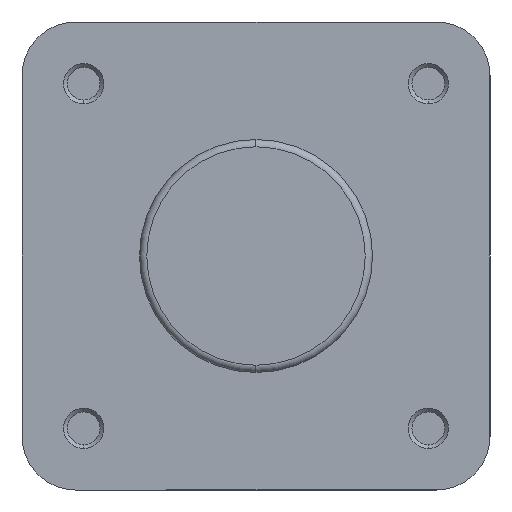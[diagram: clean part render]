
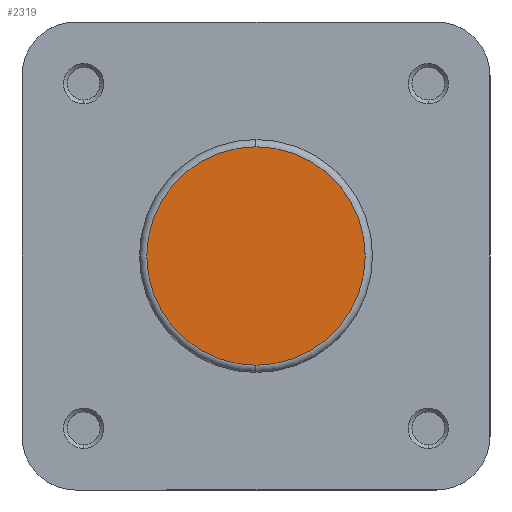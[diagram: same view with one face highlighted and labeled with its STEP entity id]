
A CAD part, left-side view. The second image highlights one B-rep face of the part: STEP entity #2319.
In plain terms, the highlighted planar face has unit normal (-1, 0, 0).
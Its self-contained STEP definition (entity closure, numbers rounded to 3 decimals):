
#108 = VERTEX_POINT ( 'NONE', #277 ) ;
#111 = VERTEX_POINT ( 'NONE', #280 ) ;
#277 = CARTESIAN_POINT ( 'NONE',  ( 0., 0., -22.4 ) ) ;
#280 = CARTESIAN_POINT ( 'NONE',  ( 0., 0., 22.4 ) ) ;
#1057 = CARTESIAN_POINT ( 'NONE',  ( 0., 23.9, 0. ) ) ;
#1058 = PLANE ( 'NONE',  #4909 ) ;
#1060 = DIRECTION ( 'NONE',  ( 1., 0., 0. ) ) ;
#1061 = DIRECTION ( 'NONE',  ( 0., 0., -1. ) ) ;
#1635 = FACE_OUTER_BOUND ( 'NONE', #4034, .T. ) ;
#1941 = CIRCLE ( 'NONE', #5054, 22.4 ) ;
#2030 = CIRCLE ( 'NONE', #5091, 22.4 ) ;
#2319 = ADVANCED_FACE ( 'NONE', ( #1635 ), #1058, .F. ) ;
#2696 = CARTESIAN_POINT ( 'NONE',  ( 0., 0., 0. ) ) ;
#2697 = DIRECTION ( 'NONE',  ( -1., 0., 0. ) ) ;
#2698 = DIRECTION ( 'NONE',  ( 0., 0., -1. ) ) ;
#2847 = CARTESIAN_POINT ( 'NONE',  ( 0., 0., 0. ) ) ;
#2854 = DIRECTION ( 'NONE',  ( -1., 0., 0. ) ) ;
#2855 = DIRECTION ( 'NONE',  ( 0., 0., -1. ) ) ;
#3734 = ORIENTED_EDGE ( 'NONE', *, *, #4650, .T. ) ;
#3735 = ORIENTED_EDGE ( 'NONE', *, *, #4588, .T. ) ;
#4034 = EDGE_LOOP ( 'NONE', ( #3734, #3735 ) ) ;
#4588 = EDGE_CURVE ( 'NONE', #111, #108, #1941, .T. ) ;
#4650 = EDGE_CURVE ( 'NONE', #108, #111, #2030, .T. ) ;
#4909 = AXIS2_PLACEMENT_3D ( 'NONE', #1057, #1060, #1061 ) ;
#5054 = AXIS2_PLACEMENT_3D ( 'NONE', #2696, #2697, #2698 ) ;
#5091 = AXIS2_PLACEMENT_3D ( 'NONE', #2847, #2854, #2855 ) ;
